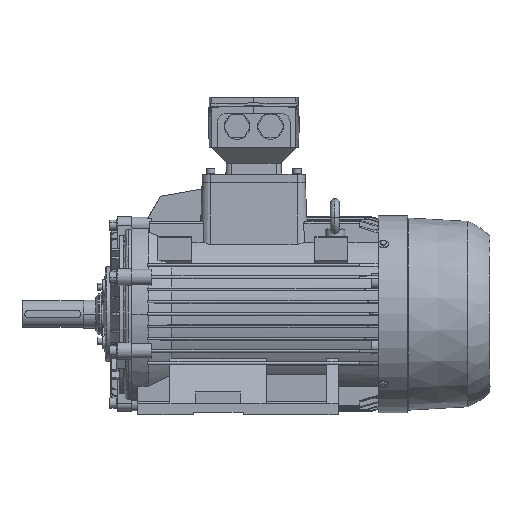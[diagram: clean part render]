
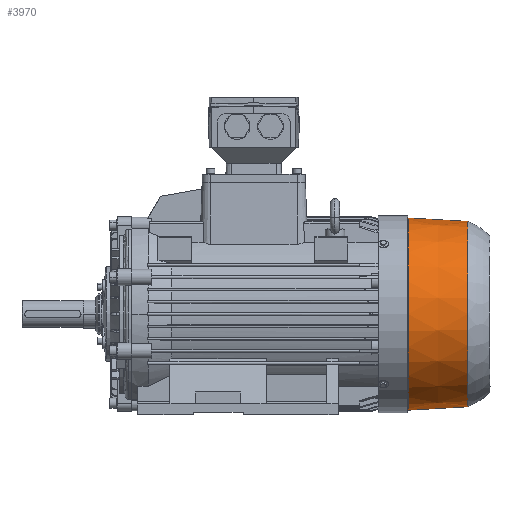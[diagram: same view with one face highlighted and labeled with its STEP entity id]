
A CAD part, front view. The second image highlights one B-rep face of the part: STEP entity #3970.
In plain terms, the highlighted conical face has half-angle 3.225 degrees and reference radius 169 mm.
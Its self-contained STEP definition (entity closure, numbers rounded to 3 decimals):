
#3970=ADVANCED_FACE('',(#9490),#9491,.T.);
#9490=FACE_OUTER_BOUND('',#17352,.T.);
#9491=CONICAL_SURFACE('',#17353,169.0,0.056);
#17352=EDGE_LOOP('',(#27175,#27176,#27177,#27178));
#17353=AXIS2_PLACEMENT_3D('',#27179,#27180,#27181);
#27175=ORIENTED_EDGE('',*,*,#49021,.F.);
#27176=ORIENTED_EDGE('',*,*,#49022,.T.);
#27177=ORIENTED_EDGE('',*,*,#49023,.F.);
#27178=ORIENTED_EDGE('',*,*,#49024,.F.);
#27179=CARTESIAN_POINT('',(548.25,0.0,0.0));
#27180=DIRECTION('',(-1.0,-0.0,0.0));
#27181=DIRECTION('',(0.0,0.0,1.0));
#49021=EDGE_CURVE('',#58989,#58983,#58990,.T.);
#49022=EDGE_CURVE('',#58989,#58991,#58992,.T.);
#49023=EDGE_CURVE('',#58980,#58991,#58993,.T.);
#49024=EDGE_CURVE('',#58983,#58980,#58994,.T.);
#58980=VERTEX_POINT('',#74240);
#58983=VERTEX_POINT('',#74243);
#58989=VERTEX_POINT('',#74249);
#58990=LINE('',#74250,#74251);
#58991=VERTEX_POINT('',#74252);
#58992=CIRCLE('',#74253,172.0);
#58993=LINE('',#74254,#74255);
#58994=CIRCLE('',#74256,166.0);
#74240=CARTESIAN_POINT('',(601.5,0.,-166.0));
#74243=CARTESIAN_POINT('',(601.5,0.0,166.0));
#74249=CARTESIAN_POINT('',(495.0,0.0,172.0));
#74250=CARTESIAN_POINT('',(548.25,0.,169.0));
#74251=VECTOR('',#104581,1.0);
#74252=CARTESIAN_POINT('',(495.0,0.,-172.0));
#74253=AXIS2_PLACEMENT_3D('',#104582,#104583,#104584);
#74254=CARTESIAN_POINT('',(548.25,0.,-169.0));
#74255=VECTOR('',#104585,1.0);
#74256=AXIS2_PLACEMENT_3D('',#104586,#104587,#104588);
#104581=DIRECTION('',(0.998,0.,-0.056));
#104582=CARTESIAN_POINT('',(495.0,0.0,0.0));
#104583=DIRECTION('',(1.0,0.0,-0.0));
#104584=DIRECTION('',(0.0,0.0,1.0));
#104585=DIRECTION('',(-0.998,0.,-0.056));
#104586=CARTESIAN_POINT('',(601.5,0.0,0.0));
#104587=DIRECTION('',(1.0,0.0,-0.0));
#104588=DIRECTION('',(0.0,0.0,1.0));
